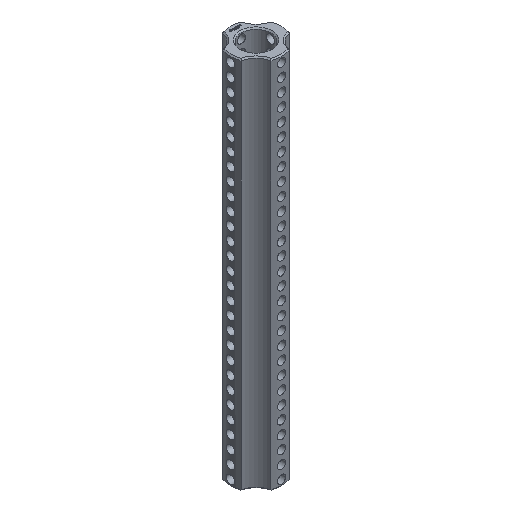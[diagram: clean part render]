
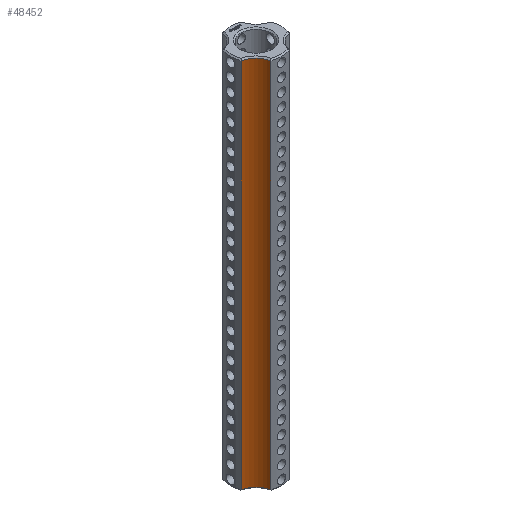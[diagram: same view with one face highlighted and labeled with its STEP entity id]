
A CAD part, isometric view. The second image highlights one B-rep face of the part: STEP entity #48452.
In plain terms, the highlighted cylindrical face has radius 5 mm (diameter 10 mm), a partial arc.
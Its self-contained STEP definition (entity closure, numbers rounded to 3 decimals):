
#6308 = CYLINDRICAL_SURFACE('',#6309,6.25);
#6309 = AXIS2_PLACEMENT_3D('',#6310,#6311,#6312);
#6310 = CARTESIAN_POINT('',(0.,0.,0.));
#6311 = DIRECTION('',(-0.,-0.,-1.));
#6312 = DIRECTION('',(1.,0.,0.));
#13477 = EDGE_CURVE('',#13478,#13480,#13482,.T.);
#13478 = VERTEX_POINT('',#13479);
#13479 = CARTESIAN_POINT('',(-2.225,-5.841,0.3));
#13480 = VERTEX_POINT('',#13481);
#13481 = CARTESIAN_POINT('',(-2.225,-5.841,90.325));
#13482 = SURFACE_CURVE('',#13483,(#13487,#13494),.PCURVE_S1.);
#13483 = LINE('',#13484,#13485);
#13484 = CARTESIAN_POINT('',(-2.225,-5.841,0.));
#13485 = VECTOR('',#13486,1.);
#13486 = DIRECTION('',(0.,0.,1.));
#13487 = PCURVE('',#6308,#13488);
#13488 = DEFINITIONAL_REPRESENTATION('',(#13489),#13493);
#13489 = LINE('',#13490,#13491);
#13490 = CARTESIAN_POINT('',(-4.348,0.));
#13491 = VECTOR('',#13492,1.);
#13492 = DIRECTION('',(-0.,-1.));
#13493 = ( GEOMETRIC_REPRESENTATION_CONTEXT(2) 
PARAMETRIC_REPRESENTATION_CONTEXT() REPRESENTATION_CONTEXT('2D SPACE',''
  ) );
#13494 = PCURVE('',#13495,#13500);
#13495 = CYLINDRICAL_SURFACE('',#13496,5.);
#13496 = AXIS2_PLACEMENT_3D('',#13497,#13498,#13499);
#13497 = CARTESIAN_POINT('',(-7.071,-7.071,0.));
#13498 = DIRECTION('',(-0.,-0.,-1.));
#13499 = DIRECTION('',(1.,0.,0.));
#13500 = DEFINITIONAL_REPRESENTATION('',(#13501),#13505);
#13501 = LINE('',#13502,#13503);
#13502 = CARTESIAN_POINT('',(-0.249,0.));
#13503 = VECTOR('',#13504,1.);
#13504 = DIRECTION('',(-0.,-1.));
#13505 = ( GEOMETRIC_REPRESENTATION_CONTEXT(2) 
PARAMETRIC_REPRESENTATION_CONTEXT() REPRESENTATION_CONTEXT('2D SPACE',''
  ) );
#18394 = CONICAL_SURFACE('',#18395,5.,0.785);
#18395 = AXIS2_PLACEMENT_3D('',#18396,#18397,#18398);
#18396 = CARTESIAN_POINT('',(-7.071,-7.071,0.3));
#18397 = DIRECTION('',(-0.,-0.,-1.));
#18398 = DIRECTION('',(0.969,0.246,0.));
#18626 = CONICAL_SURFACE('',#18627,5.,0.785);
#18627 = AXIS2_PLACEMENT_3D('',#18628,#18629,#18630);
#18628 = CARTESIAN_POINT('',(-7.071,-7.071,90.325));
#18629 = DIRECTION('',(0.,0.,1.));
#18630 = DIRECTION('',(0.969,0.246,0.));
#48452 = ADVANCED_FACE('',(#48453),#13495,.F.);
#48453 = FACE_BOUND('',#48454,.T.);
#48454 = EDGE_LOOP('',(#48455,#48456,#48480,#48508));
#48455 = ORIENTED_EDGE('',*,*,#13477,.T.);
#48456 = ORIENTED_EDGE('',*,*,#48457,.T.);
#48457 = EDGE_CURVE('',#13480,#48458,#48460,.T.);
#48458 = VERTEX_POINT('',#48459);
#48459 = CARTESIAN_POINT('',(-5.841,-2.225,90.325));
#48460 = SURFACE_CURVE('',#48461,(#48466,#48473),.PCURVE_S1.);
#48461 = CIRCLE('',#48462,5.);
#48462 = AXIS2_PLACEMENT_3D('',#48463,#48464,#48465);
#48463 = CARTESIAN_POINT('',(-7.071,-7.071,90.325));
#48464 = DIRECTION('',(0.,-0.,1.));
#48465 = DIRECTION('',(0.969,0.246,0.));
#48466 = PCURVE('',#13495,#48467);
#48467 = DEFINITIONAL_REPRESENTATION('',(#48468),#48472);
#48468 = LINE('',#48469,#48470);
#48469 = CARTESIAN_POINT('',(-0.249,-90.325));
#48470 = VECTOR('',#48471,1.);
#48471 = DIRECTION('',(-1.,0.));
#48472 = ( GEOMETRIC_REPRESENTATION_CONTEXT(2) 
PARAMETRIC_REPRESENTATION_CONTEXT() REPRESENTATION_CONTEXT('2D SPACE',''
  ) );
#48473 = PCURVE('',#18626,#48474);
#48474 = DEFINITIONAL_REPRESENTATION('',(#48475),#48479);
#48475 = LINE('',#48476,#48477);
#48476 = CARTESIAN_POINT('',(0.,0.));
#48477 = VECTOR('',#48478,1.);
#48478 = DIRECTION('',(1.,0.));
#48479 = ( GEOMETRIC_REPRESENTATION_CONTEXT(2) 
PARAMETRIC_REPRESENTATION_CONTEXT() REPRESENTATION_CONTEXT('2D SPACE',''
  ) );
#48480 = ORIENTED_EDGE('',*,*,#48481,.F.);
#48481 = EDGE_CURVE('',#48482,#48458,#48484,.T.);
#48482 = VERTEX_POINT('',#48483);
#48483 = CARTESIAN_POINT('',(-5.841,-2.225,0.3));
#48484 = SURFACE_CURVE('',#48485,(#48489,#48496),.PCURVE_S1.);
#48485 = LINE('',#48486,#48487);
#48486 = CARTESIAN_POINT('',(-5.841,-2.225,0.));
#48487 = VECTOR('',#48488,1.);
#48488 = DIRECTION('',(0.,0.,1.));
#48489 = PCURVE('',#13495,#48490);
#48490 = DEFINITIONAL_REPRESENTATION('',(#48491),#48495);
#48491 = LINE('',#48492,#48493);
#48492 = CARTESIAN_POINT('',(-1.322,0.));
#48493 = VECTOR('',#48494,1.);
#48494 = DIRECTION('',(-0.,-1.));
#48495 = ( GEOMETRIC_REPRESENTATION_CONTEXT(2) 
PARAMETRIC_REPRESENTATION_CONTEXT() REPRESENTATION_CONTEXT('2D SPACE',''
  ) );
#48496 = PCURVE('',#48497,#48502);
#48497 = CYLINDRICAL_SURFACE('',#48498,6.25);
#48498 = AXIS2_PLACEMENT_3D('',#48499,#48500,#48501);
#48499 = CARTESIAN_POINT('',(0.,0.,0.));
#48500 = DIRECTION('',(-0.,-0.,-1.));
#48501 = DIRECTION('',(1.,0.,0.));
#48502 = DEFINITIONAL_REPRESENTATION('',(#48503),#48507);
#48503 = LINE('',#48504,#48505);
#48504 = CARTESIAN_POINT('',(-3.506,0.));
#48505 = VECTOR('',#48506,1.);
#48506 = DIRECTION('',(-0.,-1.));
#48507 = ( GEOMETRIC_REPRESENTATION_CONTEXT(2) 
PARAMETRIC_REPRESENTATION_CONTEXT() REPRESENTATION_CONTEXT('2D SPACE',''
  ) );
#48508 = ORIENTED_EDGE('',*,*,#48509,.F.);
#48509 = EDGE_CURVE('',#13478,#48482,#48510,.T.);
#48510 = SURFACE_CURVE('',#48511,(#48516,#48523),.PCURVE_S1.);
#48511 = CIRCLE('',#48512,5.);
#48512 = AXIS2_PLACEMENT_3D('',#48513,#48514,#48515);
#48513 = CARTESIAN_POINT('',(-7.071,-7.071,0.3));
#48514 = DIRECTION('',(0.,-0.,1.));
#48515 = DIRECTION('',(0.969,0.246,0.));
#48516 = PCURVE('',#13495,#48517);
#48517 = DEFINITIONAL_REPRESENTATION('',(#48518),#48522);
#48518 = LINE('',#48519,#48520);
#48519 = CARTESIAN_POINT('',(-0.249,-0.3));
#48520 = VECTOR('',#48521,1.);
#48521 = DIRECTION('',(-1.,0.));
#48522 = ( GEOMETRIC_REPRESENTATION_CONTEXT(2) 
PARAMETRIC_REPRESENTATION_CONTEXT() REPRESENTATION_CONTEXT('2D SPACE',''
  ) );
#48523 = PCURVE('',#18394,#48524);
#48524 = DEFINITIONAL_REPRESENTATION('',(#48525),#48529);
#48525 = LINE('',#48526,#48527);
#48526 = CARTESIAN_POINT('',(-0.,0.));
#48527 = VECTOR('',#48528,1.);
#48528 = DIRECTION('',(-1.,0.));
#48529 = ( GEOMETRIC_REPRESENTATION_CONTEXT(2) 
PARAMETRIC_REPRESENTATION_CONTEXT() REPRESENTATION_CONTEXT('2D SPACE',''
  ) );
